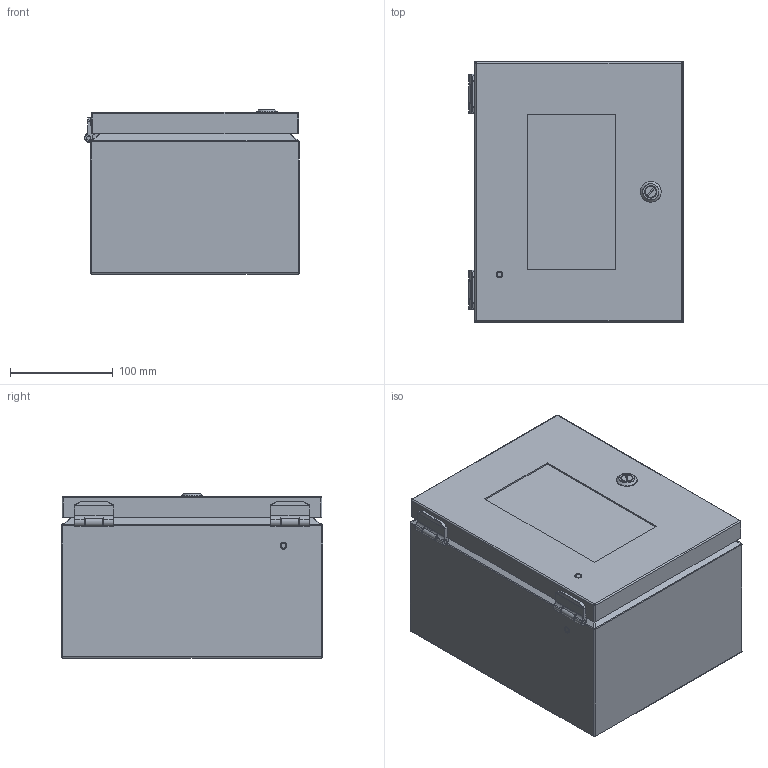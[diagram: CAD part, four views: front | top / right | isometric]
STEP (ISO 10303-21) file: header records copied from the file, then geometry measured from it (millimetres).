
FILE_DESCRIPTION (( 'STEP AP214' ), '1' );
FILE_NAME ('SCE-10086ELJW.STEP', '2021-01-09T20:59:22', ( '' ), ( '' ), 'SwSTEP 2.0', 'SolidWorks 2019', '' );
FILE_SCHEMA (( 'AUTOMOTIVE_DESIGN' ));
Length unit declared in the file: inch
Products named in the file (1): SCE-10086ELJW
Bounding box: 208.8 x 253.98 x 159.91 mm (x, y, z)
Volume: 521355.3 mm3; surface area: 648852.6 mm2
Topology: 31 solids, 33 shells, 931 faces, 2209 edges, 1282 vertices
Faces by surface type: plane 365, cylinder 302, bspline 192, torus 44, cone 24, sphere 4
Full cylindrical faces by diameter (mm): 0.508 x2, 2.54 x2, 3.962 x2, 4.013 x2, 4.06 x4, 4.572 x2, 4.775 x6, 4.826 x5, 5.08 x1, 5.537 x2, 5.842 x2, 6.02 x2, 6.058 x1, 6.35 x4, 6.463 x1, 6.502 x2, 6.824 x1, 7.112 x4, 7.167 x1, 7.216 x4, 7.874 x1, 8.28 x1, 8.89 x1, 9.474 x4, 10.922 x1, 11.684 x1, 12.065 x1, 16.002 x1, 20.018 x1
Entity records: 46315 total; most frequent: CARTESIAN_POINT 16950, ORIENTED_EDGE 3990, DIRECTION 3710, EDGE_CURVE 1995, AXIS2_PLACEMENT_3D 1410, VERTEX_POINT 1256, EDGE_LOOP 1101, FACE_OUTER_BOUND 1005
